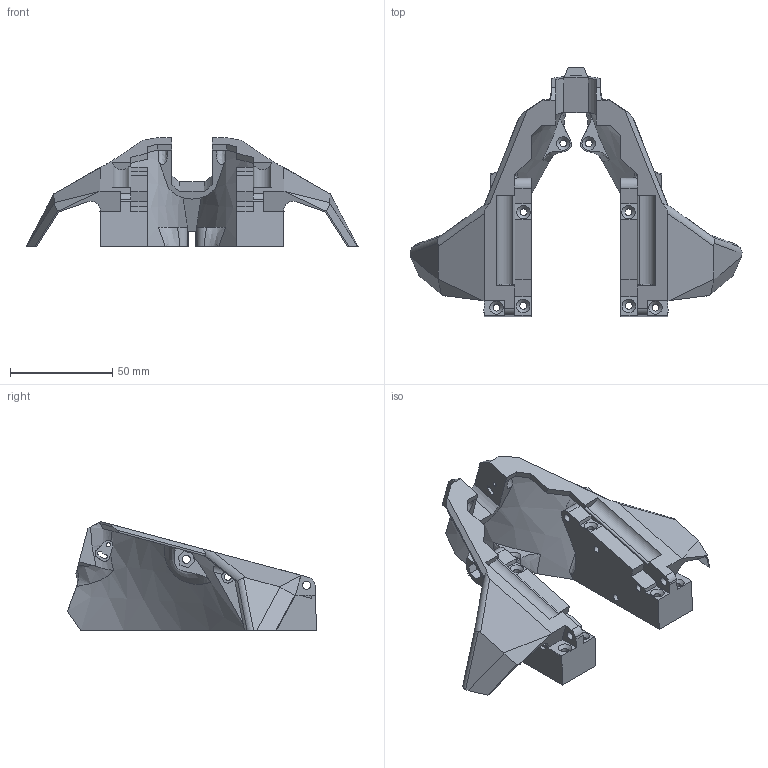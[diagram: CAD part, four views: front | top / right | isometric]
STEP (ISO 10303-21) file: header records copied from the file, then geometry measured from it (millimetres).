
FILE_DESCRIPTION(/* description */ (''),/* implementation_level */ '2;1');
FILE_NAME(/* name */ 'H02_FrontalShell.step',/* time_stamp */ '2023-05-24T11:30:30+08:00',/* author */ (''),/* organization */ (''),/* preprocessor_version */ 'ST-DEVELOPER v19.2',/* originating_system */ 'Autodesk Translation Framework v12.4.0.73',/* authorisation */ '');
FILE_SCHEMA (('AUTOMOTIVE_DESIGN { 1 0 10303 214 3 1 1 }'));
Length unit declared in the file: millimetre
Products named in the file (1): H02_FrontalShell
Bounding box: 162.63 x 122.03 x 53.38 mm (x, y, z)
Volume: 96793.1 mm3; surface area: 42576.6 mm2
Topology: 1 solids, 1 shells, 280 faces, 788 edges, 516 vertices
Faces by surface type: plane 154, cylinder 84, bspline 28, cone 8, sphere 6
Full cylindrical faces by diameter (mm): 2 x2, 3.4 x16, 4 x4, 6 x6
Entity records: 11132 total; most frequent: CARTESIAN_POINT 4026, ORIENTED_EDGE 1576, DIRECTION 1305, EDGE_CURVE 788, VERTEX_POINT 516, LINE 439, VECTOR 439, AXIS2_PLACEMENT_3D 433
